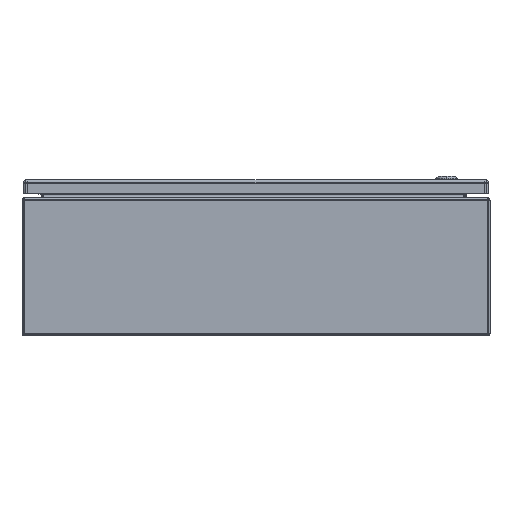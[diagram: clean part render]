
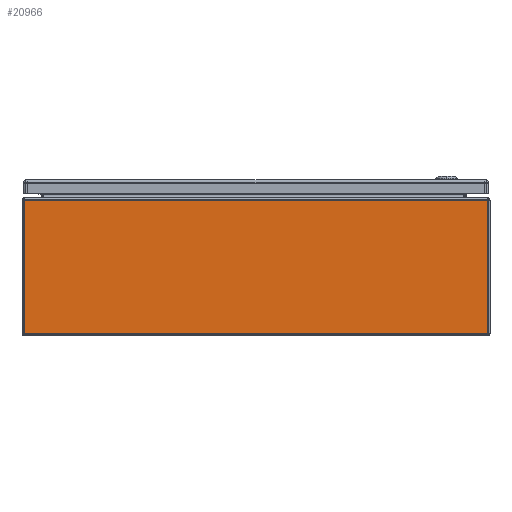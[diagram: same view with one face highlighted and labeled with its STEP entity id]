
A CAD part, front view. The second image highlights one B-rep face of the part: STEP entity #20966.
In plain terms, the highlighted planar face has unit normal (0, -1, 0).
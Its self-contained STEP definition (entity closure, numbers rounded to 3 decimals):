
#20939=AXIS2_PLACEMENT_3D('Plane Axis2P3D',#20936,#20937,#20938) ;
#20857=CARTESIAN_POINT('Vertex',(3.,0.,3.)) ;
#20916=CARTESIAN_POINT('Line Origine',(3.,0.,177.)) ;
#20920=CARTESIAN_POINT('Vertex',(3.,0.,174.)) ;
#20936=CARTESIAN_POINT('Axis2P3D Location',(0.,0.,177.)) ;
#20941=CARTESIAN_POINT('Line Origine',(597.,0.,88.5)) ;
#20945=CARTESIAN_POINT('Vertex',(597.,0.,3.)) ;
#20947=CARTESIAN_POINT('Vertex',(597.,0.,174.)) ;
#20950=CARTESIAN_POINT('Line Origine',(300.,0.,174.)) ;
#20955=CARTESIAN_POINT('Line Origine',(300.,0.,3.)) ;
#20917=DIRECTION('Vector Direction',(0.,0.,-1.)) ;
#20937=DIRECTION('Axis2P3D Direction',(0.,1.,0.)) ;
#20938=DIRECTION('Axis2P3D XDirection',(0.,0.,1.)) ;
#20942=DIRECTION('Vector Direction',(0.,0.,1.)) ;
#20951=DIRECTION('Vector Direction',(-1.,0.,0.)) ;
#20956=DIRECTION('Vector Direction',(1.,0.,0.)) ;
#20918=VECTOR('Line Direction',#20917,1.) ;
#20943=VECTOR('Line Direction',#20942,1.) ;
#20952=VECTOR('Line Direction',#20951,1.) ;
#20957=VECTOR('Line Direction',#20956,1.) ;
#20961=ORIENTED_EDGE('',*,*,#20949,.T.) ;
#20962=ORIENTED_EDGE('',*,*,#20954,.T.) ;
#20963=ORIENTED_EDGE('',*,*,#20922,.T.) ;
#20964=ORIENTED_EDGE('',*,*,#20959,.T.) ;
#20966=ADVANCED_FACE('Pattern Backside Fixing Hole',(#20965),#20940,.F.) ;
#20922=EDGE_CURVE('',#20921,#20858,#20919,.T.) ;
#20949=EDGE_CURVE('',#20946,#20948,#20944,.T.) ;
#20954=EDGE_CURVE('',#20948,#20921,#20953,.T.) ;
#20959=EDGE_CURVE('',#20858,#20946,#20958,.T.) ;
#20960=EDGE_LOOP('',(#20961,#20962,#20963,#20964)) ;
#20965=FACE_OUTER_BOUND('',#20960,.T.) ;
#20919=LINE('Line',#20916,#20918) ;
#20944=LINE('Line',#20941,#20943) ;
#20953=LINE('Line',#20950,#20952) ;
#20958=LINE('Line',#20955,#20957) ;
#20940=PLANE('',#20939) ;
#20858=VERTEX_POINT('',#20857) ;
#20921=VERTEX_POINT('',#20920) ;
#20946=VERTEX_POINT('',#20945) ;
#20948=VERTEX_POINT('',#20947) ;
